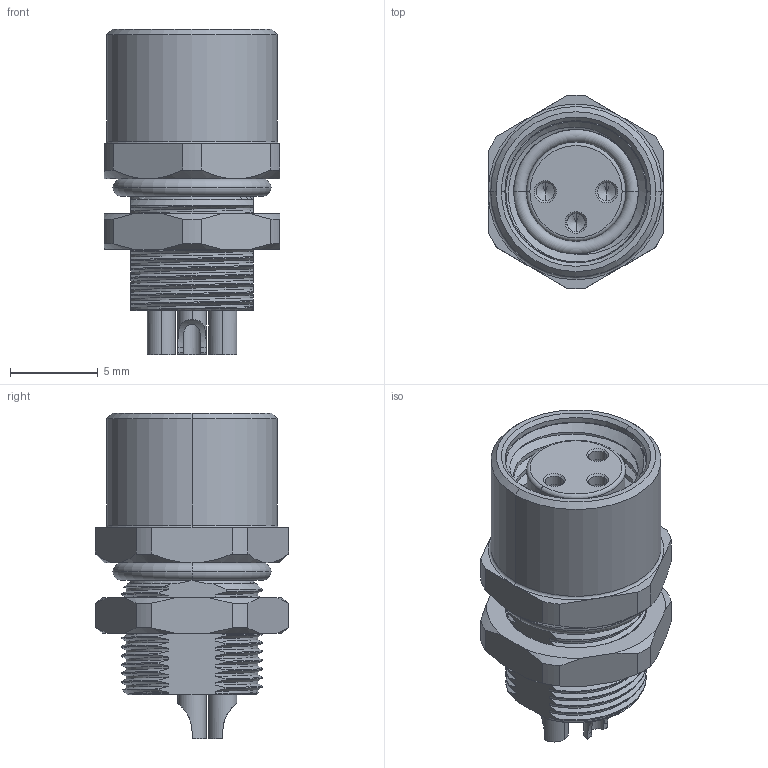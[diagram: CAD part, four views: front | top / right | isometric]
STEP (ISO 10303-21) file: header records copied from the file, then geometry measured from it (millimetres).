
FILE_DESCRIPTION((''),'2;1');
FILE_NAME('3P-K13333','2025-09-10T',('gongcheng16'),(''),'PRO/ENGINEER BY PARAMETRIC TECHNOLOGY CORPORATION, 2010280','PRO/ENGINEER BY PARAMETRIC TECHNOLOGY CORPORATION, 2010280','');
FILE_SCHEMA(('CONFIG_CONTROL_DESIGN'));
Length unit declared in the file: millimetre
Products named in the file (1): 3P-K13333
Bounding box: 10 x 10.99 x 18.5 mm (x, y, z)
Volume: 253.8 mm3; surface area: 2306.4 mm2
Topology: 1 solids, 9 shells, 493 faces, 1243 edges, 785 vertices
Faces by surface type: cylinder 162, plane 134, bspline 95, cone 80, torus 22
Entity records: 30909 total; most frequent: CARTESIAN_POINT 19770, ORIENTED_EDGE 2462, DIRECTION 2044, EDGE_CURVE 1231, VERTEX_POINT 785, AXIS2_PLACEMENT_3D 775, EDGE_LOOP 536, VECTOR 494
